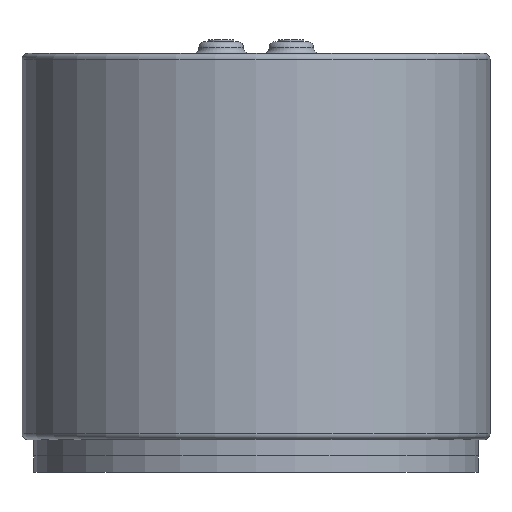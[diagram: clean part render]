
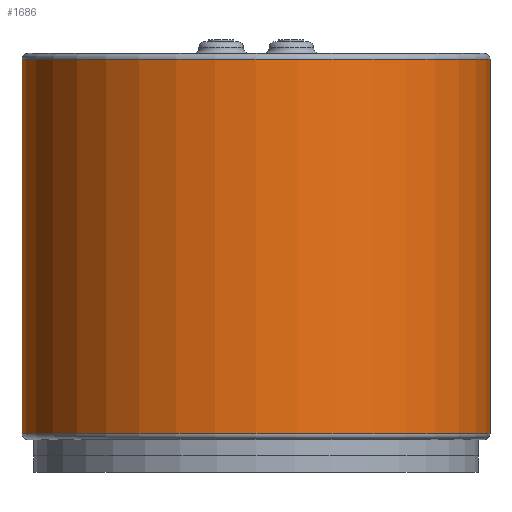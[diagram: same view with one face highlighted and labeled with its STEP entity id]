
A CAD part, front view. The second image highlights one B-rep face of the part: STEP entity #1686.
In plain terms, the highlighted cylindrical face has radius 200 mm (diameter 400 mm), a partial arc.
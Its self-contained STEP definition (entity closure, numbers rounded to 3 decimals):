
#9 = CIRCLE ( 'NONE', #3410, 200. ) ;
#56 = CIRCLE ( 'NONE', #3380, 200. ) ;
#313 = LINE ( 'NONE', #1562, #315 ) ;
#315 = VECTOR ( 'NONE', #1577, 1000. ) ;
#322 = LINE ( 'NONE', #1607, #345 ) ;
#345 = VECTOR ( 'NONE', #1614, 1000. ) ;
#866 = CARTESIAN_POINT ( 'NONE',  ( 0., 0., 5. ) ) ;
#869 = DIRECTION ( 'NONE',  ( 0., 0., 1. ) ) ;
#870 = DIRECTION ( 'NONE',  ( 0., 0., -1. ) ) ;
#880 = DIRECTION ( 'NONE',  ( 1., 0., 0. ) ) ;
#886 = CARTESIAN_POINT ( 'NONE',  ( 0., 0., 325. ) ) ;
#941 = DIRECTION ( 'NONE',  ( 1., 0., 0. ) ) ;
#1562 = CARTESIAN_POINT ( 'NONE',  ( -200., 0., 330. ) ) ;
#1577 = DIRECTION ( 'NONE',  ( 0., 0., -1. ) ) ;
#1607 = CARTESIAN_POINT ( 'NONE',  ( 200., 0., 330. ) ) ;
#1614 = DIRECTION ( 'NONE',  ( 0., 0., -1. ) ) ;
#1686 = ADVANCED_FACE ( 'NONE', ( #3089 ), #3141, .T. ) ;
#1922 = CARTESIAN_POINT ( 'NONE',  ( -200., 0., 325. ) ) ;
#1937 = CARTESIAN_POINT ( 'NONE',  ( -200., 0., 5. ) ) ;
#1950 = CARTESIAN_POINT ( 'NONE',  ( 200., 0., 5. ) ) ;
#1954 = CARTESIAN_POINT ( 'NONE',  ( 200., 0., 325. ) ) ;
#2395 = ORIENTED_EDGE ( 'NONE', *, *, #3812, .F. ) ;
#2406 = ORIENTED_EDGE ( 'NONE', *, *, #3601, .T. ) ;
#2462 = ORIENTED_EDGE ( 'NONE', *, *, #3588, .T. ) ;
#2478 = ORIENTED_EDGE ( 'NONE', *, *, #3800, .T. ) ;
#3017 = EDGE_LOOP ( 'NONE', ( #2395, #2462, #2478, #2406 ) ) ;
#3089 = FACE_OUTER_BOUND ( 'NONE', #3017, .T. ) ;
#3141 = CYLINDRICAL_SURFACE ( 'NONE', #3934, 200. ) ;
#3380 = AXIS2_PLACEMENT_3D ( 'NONE', #866, #869, #941 ) ;
#3410 = AXIS2_PLACEMENT_3D ( 'NONE', #886, #870, #880 ) ;
#3588 = EDGE_CURVE ( 'NONE', #4125, #4115, #9, .T. ) ;
#3601 = EDGE_CURVE ( 'NONE', #4147, #4142, #56, .T. ) ;
#3800 = EDGE_CURVE ( 'NONE', #4115, #4147, #313, .T. ) ;
#3812 = EDGE_CURVE ( 'NONE', #4125, #4142, #322, .T. ) ;
#3934 = AXIS2_PLACEMENT_3D ( 'NONE', #4365, #4366, #4382 ) ;
#4115 = VERTEX_POINT ( 'NONE', #1922 ) ;
#4125 = VERTEX_POINT ( 'NONE', #1954 ) ;
#4142 = VERTEX_POINT ( 'NONE', #1950 ) ;
#4147 = VERTEX_POINT ( 'NONE', #1937 ) ;
#4365 = CARTESIAN_POINT ( 'NONE',  ( 0., 0., 330. ) ) ;
#4366 = DIRECTION ( 'NONE',  ( 0., 0., -1. ) ) ;
#4382 = DIRECTION ( 'NONE',  ( -1., 0., 0. ) ) ;
